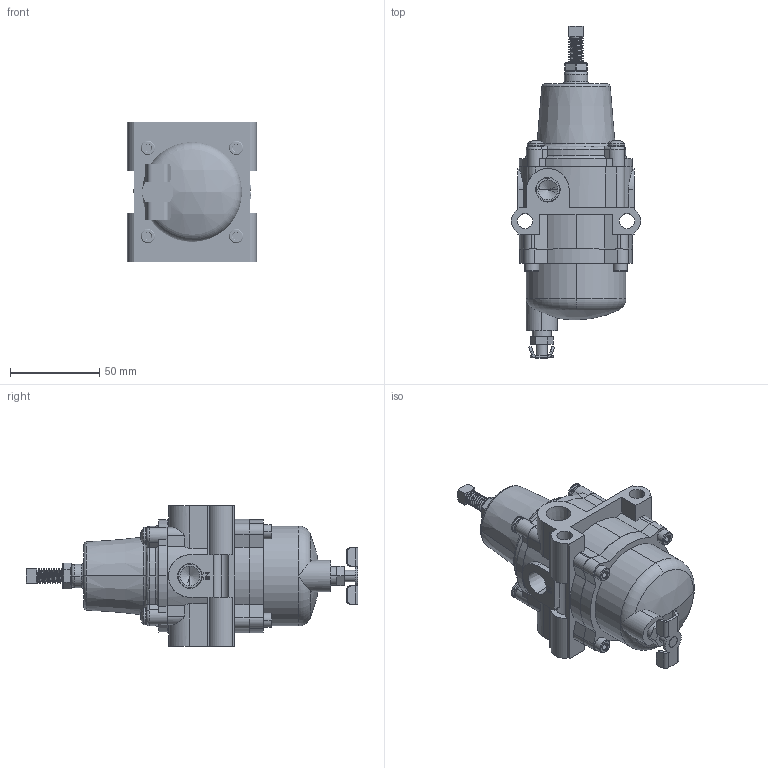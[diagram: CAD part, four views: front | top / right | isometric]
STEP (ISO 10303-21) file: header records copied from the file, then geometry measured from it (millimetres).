
FILE_DESCRIPTION (( 'STEP AP203' ), '1' );
FILE_NAME ('BFR-3231.step', '2015-10-20T14:59:31', ( '' ), ( '' ), 'SwSTEP 2.0', 'SolidWorks 2015', '' );
FILE_SCHEMA (( 'CONFIG_CONTROL_DESIGN' ));
Length unit declared in the file: inch
Products named in the file (1): BFR-3231
Bounding box: 72.39 x 185.88 x 78.74 mm (x, y, z)
Volume: 352755.2 mm3; surface area: 68306.5 mm2
Topology: 15 solids, 15 shells, 1546 faces, 4322 edges, 2809 vertices
Faces by surface type: cylinder 994, plane 316, cone 145, torus 43, bspline 38, sphere 10
Entity records: 69747 total; most frequent: CARTESIAN_POINT 34941, ORIENTED_EDGE 8588, DIRECTION 6119, EDGE_CURVE 4294, VERTEX_POINT 2809, AXIS2_PLACEMENT_3D 2210, VECTOR 1699, LINE 1699
